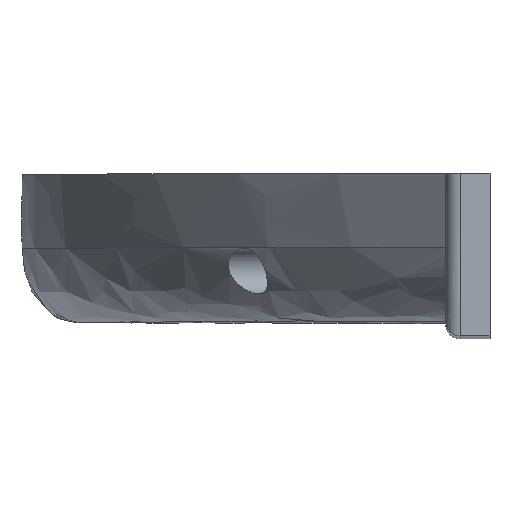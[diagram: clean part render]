
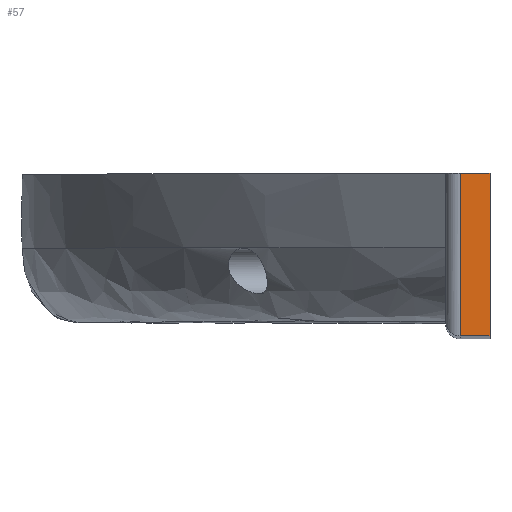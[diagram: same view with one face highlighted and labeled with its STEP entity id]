
A CAD part, top view. The second image highlights one B-rep face of the part: STEP entity #57.
In plain terms, the highlighted planar face has unit normal (0, 0, 1).
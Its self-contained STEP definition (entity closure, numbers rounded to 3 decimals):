
#21 = EDGE_CURVE('',#22,#24,#26,.T.);
#22 = VERTEX_POINT('',#23);
#23 = CARTESIAN_POINT('',(2.,54.168,257.934));
#24 = VERTEX_POINT('',#25);
#25 = CARTESIAN_POINT('',(6.,54.168,257.934));
#26 = LINE('',#27,#28);
#27 = CARTESIAN_POINT('',(0.,54.168,
    257.934));
#28 = VECTOR('',#29,1.);
#29 = DIRECTION('',(1.,0.,0.));
#57 = ADVANCED_FACE('',(#58),#83,.F.);
#58 = FACE_BOUND('',#59,.F.);
#59 = EDGE_LOOP('',(#60,#68,#76,#82));
#60 = ORIENTED_EDGE('',*,*,#61,.F.);
#61 = EDGE_CURVE('',#62,#22,#64,.T.);
#62 = VERTEX_POINT('',#63);
#63 = CARTESIAN_POINT('',(2.,76.168,257.934));
#64 = LINE('',#65,#66);
#65 = CARTESIAN_POINT('',(2.,98.168,257.934
    ));
#66 = VECTOR('',#67,1.);
#67 = DIRECTION('',(0.,-1.,0.));
#68 = ORIENTED_EDGE('',*,*,#69,.T.);
#69 = EDGE_CURVE('',#62,#70,#72,.T.);
#70 = VERTEX_POINT('',#71);
#71 = CARTESIAN_POINT('',(6.,76.168,257.934));
#72 = LINE('',#73,#74);
#73 = CARTESIAN_POINT('',(0.,76.168,
    257.934));
#74 = VECTOR('',#75,1.);
#75 = DIRECTION('',(1.,0.,0.));
#76 = ORIENTED_EDGE('',*,*,#77,.T.);
#77 = EDGE_CURVE('',#70,#24,#78,.T.);
#78 = LINE('',#79,#80);
#79 = CARTESIAN_POINT('',(6.,98.168,257.934));
#80 = VECTOR('',#81,1.);
#81 = DIRECTION('',(0.,-1.,0.));
#82 = ORIENTED_EDGE('',*,*,#21,.F.);
#83 = PLANE('',#84);
#84 = AXIS2_PLACEMENT_3D('',#85,#86,#87);
#85 = CARTESIAN_POINT('',(0.,98.168,
    257.934));
#86 = DIRECTION('',(0.,0.,-1.));
#87 = DIRECTION('',(0.,-1.,0.));
